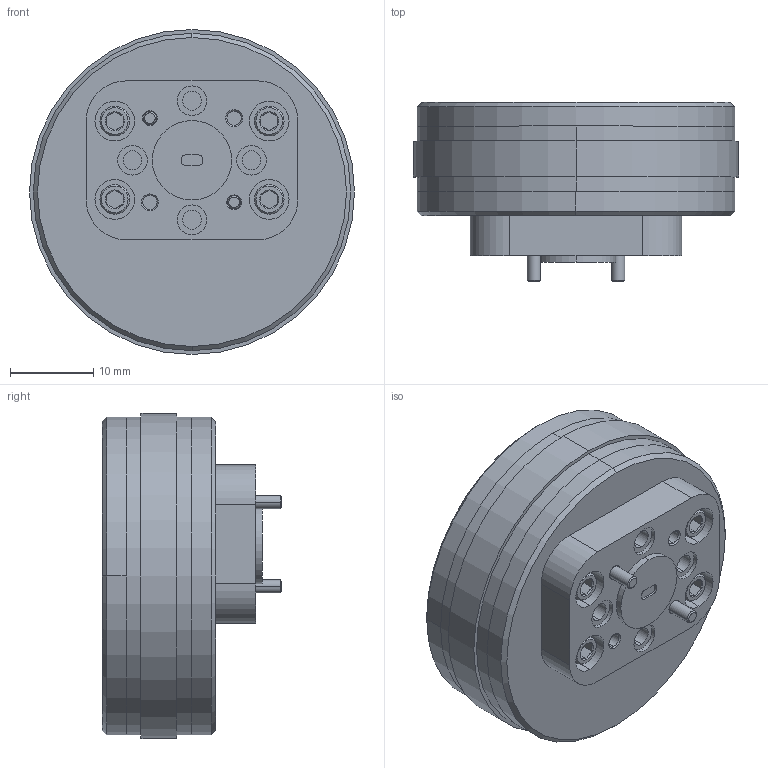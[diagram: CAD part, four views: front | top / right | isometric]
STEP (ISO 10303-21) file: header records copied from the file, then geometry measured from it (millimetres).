
FILE_DESCRIPTION (( 'STEP AP203' ), '1' );
FILE_NAME ('SAO-9031040230-10-S1.STEP', '2019-06-27T23:27:41', ( '' ), ( '' ), 'SwSTEP 2.0', 'SolidWorks 2016', '' );
FILE_SCHEMA (( 'CONFIG_CONTROL_DESIGN' ));
Length unit declared in the file: inch
Products named in the file (1): SAO-9031040230-10-S1
Bounding box: 39.01 x 21.53 x 39.01 mm (x, y, z)
Volume: 17748.1 mm3; surface area: 10852.9 mm2
Topology: 12 solids, 12 shells, 435 faces, 1070 edges, 680 vertices
Faces by surface type: cylinder 262, cone 84, plane 81, bspline 8
Entity records: 17149 total; most frequent: CARTESIAN_POINT 7610, ORIENTED_EDGE 2140, DIRECTION 1838, EDGE_CURVE 1070, AXIS2_PLACEMENT_3D 720, VERTEX_POINT 680, EDGE_LOOP 494, ADVANCED_FACE 435
